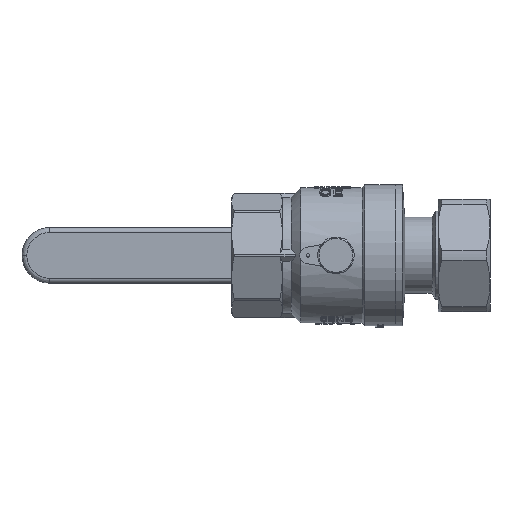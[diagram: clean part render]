
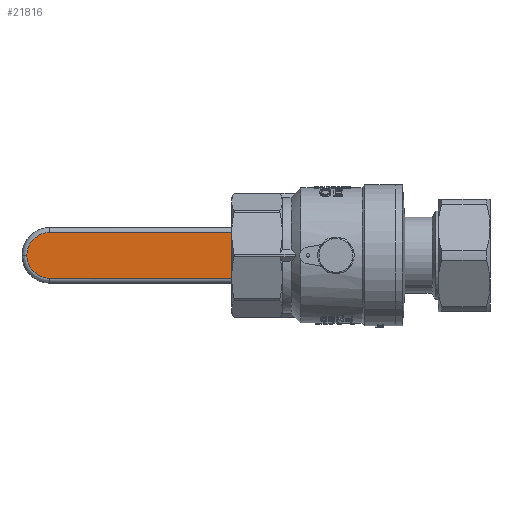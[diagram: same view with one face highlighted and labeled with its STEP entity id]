
A CAD part, front view. The second image highlights one B-rep face of the part: STEP entity #21816.
In plain terms, the highlighted planar face has unit normal (0, -1, 0).
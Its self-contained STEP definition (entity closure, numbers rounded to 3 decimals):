
#1631=LINE('',#35254,#3013);
#1632=LINE('',#35256,#3014);
#1633=LINE('',#35258,#3015);
#3013=VECTOR('',#26560,1000.);
#3014=VECTOR('',#26561,1000.);
#3015=VECTOR('',#26562,1000.);
#4377=PLANE('',#23298);
#5570=CIRCLE('',#23299,9.5);
#5571=CIRCLE('',#23300,9.5);
#6094=ORIENTED_EDGE('',*,*,#12929,.T.);
#6095=ORIENTED_EDGE('',*,*,#12930,.T.);
#6096=ORIENTED_EDGE('',*,*,#12931,.T.);
#6097=ORIENTED_EDGE('',*,*,#12932,.T.);
#6098=ORIENTED_EDGE('',*,*,#12933,.F.);
#12929=EDGE_CURVE('',#16350,#16351,#5570,.T.);
#12930=EDGE_CURVE('',#16351,#16352,#5571,.T.);
#12931=EDGE_CURVE('',#16352,#16353,#1631,.T.);
#12932=EDGE_CURVE('',#16353,#16354,#1632,.T.);
#12933=EDGE_CURVE('',#16350,#16354,#1633,.T.);
#16350=VERTEX_POINT('',#35250);
#16351=VERTEX_POINT('',#35251);
#16352=VERTEX_POINT('',#35253);
#16353=VERTEX_POINT('',#35255);
#16354=VERTEX_POINT('',#35257);
#18807=EDGE_LOOP('',(#6094,#6095,#6096,#6097,#6098));
#20277=FACE_BOUND('',#18807,.T.);
#21816=ADVANCED_FACE('',(#20277),#4377,.T.);
#23298=AXIS2_PLACEMENT_3D('',#35248,#26554,#26555);
#23299=AXIS2_PLACEMENT_3D('',#35249,#26556,#26557);
#23300=AXIS2_PLACEMENT_3D('',#35252,#26558,#26559);
#26554=DIRECTION('',(0.,-1.,0.));
#26555=DIRECTION('',(0.,0.,-1.));
#26556=DIRECTION('',(0.,-1.,0.));
#26557=DIRECTION('',(0.,0.,-1.));
#26558=DIRECTION('',(0.,-1.,0.));
#26559=DIRECTION('',(1.,0.,0.));
#26560=DIRECTION('',(-1.,0.,0.));
#26561=DIRECTION('',(0.,0.,-1.));
#26562=DIRECTION('',(-1.,0.,0.));
#35248=CARTESIAN_POINT('',(36.6,65.8,22.5));
#35249=CARTESIAN_POINT('',(118.5,65.8,22.5));
#35250=CARTESIAN_POINT('',(118.5,65.8,13.));
#35251=CARTESIAN_POINT('',(128.,65.8,22.5));
#35252=CARTESIAN_POINT('',(118.5,65.8,22.5));
#35253=CARTESIAN_POINT('',(118.5,65.8,32.));
#35254=CARTESIAN_POINT('',(78.664,65.8,32.));
#35255=CARTESIAN_POINT('',(37.328,65.8,32.));
#35256=CARTESIAN_POINT('',(37.328,65.8,22.5));
#35257=CARTESIAN_POINT('',(37.328,65.8,13.));
#35258=CARTESIAN_POINT('',(78.664,65.8,13.));
